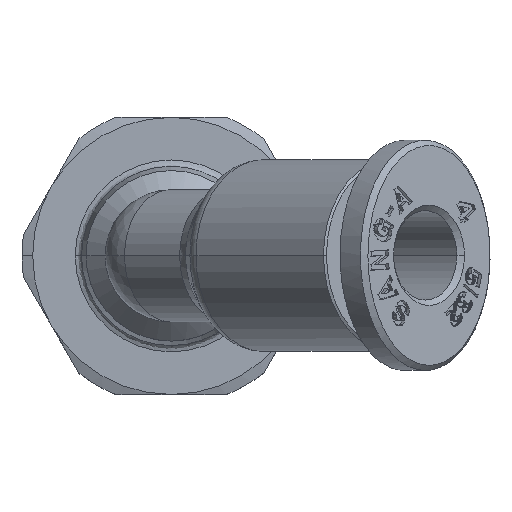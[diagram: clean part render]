
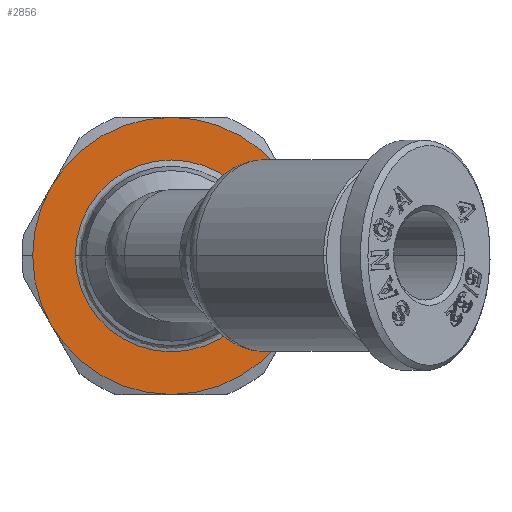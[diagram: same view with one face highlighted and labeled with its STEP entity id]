
A CAD part, top view. The second image highlights one B-rep face of the part: STEP entity #2856.
In plain terms, the highlighted planar face has unit normal (0, 0, 1).
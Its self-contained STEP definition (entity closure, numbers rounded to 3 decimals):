
#1590=CARTESIAN_POINT('',(3.831,0.,-0.879));
#1591=VERTEX_POINT('',#1590);
#1600=CARTESIAN_POINT('',(-5.171,0.,-0.879));
#1601=VERTEX_POINT('',#1600);
#1609=CARTESIAN_POINT('',(-0.67,0.,-0.879));
#1610=DIRECTION('',(0.0,0.0,1.0));
#1611=DIRECTION('',(-1.0,0.0,0.0));
#1612=AXIS2_PLACEMENT_3D('',#1609,#1610,#1611);
#1613=CIRCLE('',#1612,4.501);
#1614=EDGE_CURVE('',#1601,#1591,#1613,.T.);
#1879=CARTESIAN_POINT('',(5.83,0.,-0.879));
#1880=VERTEX_POINT('',#1879);
#1896=CARTESIAN_POINT('',(4.959,3.25,-0.879));
#1897=VERTEX_POINT('',#1896);
#1911=CARTESIAN_POINT('',(-0.67,0.,-0.879));
#1912=DIRECTION('',(0.0,0.0,1.0));
#1913=DIRECTION('',(1.0,0.0,0.0));
#1914=AXIS2_PLACEMENT_3D('',#1911,#1912,#1913);
#1915=CIRCLE('',#1914,6.5);
#1916=EDGE_CURVE('',#1880,#1897,#1915,.T.);
#1926=CARTESIAN_POINT('',(-7.17,0.,-0.879));
#1927=VERTEX_POINT('',#1926);
#1936=CARTESIAN_POINT('',(-6.299,3.25,-0.879));
#1937=VERTEX_POINT('',#1936);
#1938=CARTESIAN_POINT('',(-0.67,0.,-0.879));
#1939=DIRECTION('',(0.0,0.0,1.0));
#1940=DIRECTION('',(1.0,0.0,0.0));
#1941=AXIS2_PLACEMENT_3D('',#1938,#1939,#1940);
#1942=CIRCLE('',#1941,6.5);
#1943=EDGE_CURVE('',#1937,#1927,#1942,.T.);
#2274=CARTESIAN_POINT('',(-0.67,6.5,-0.879));
#2275=VERTEX_POINT('',#2274);
#2289=CARTESIAN_POINT('',(-0.67,0.,-0.879));
#2290=DIRECTION('',(0.0,0.0,1.0));
#2291=DIRECTION('',(1.0,0.0,0.0));
#2292=AXIS2_PLACEMENT_3D('',#2289,#2290,#2291);
#2293=CIRCLE('',#2292,6.5);
#2294=EDGE_CURVE('',#1897,#2275,#2293,.T.);
#2361=CARTESIAN_POINT('',(-0.67,0.,-0.879));
#2362=DIRECTION('',(0.0,0.0,1.0));
#2363=DIRECTION('',(1.0,0.0,0.0));
#2364=AXIS2_PLACEMENT_3D('',#2361,#2362,#2363);
#2365=CIRCLE('',#2364,6.5);
#2366=EDGE_CURVE('',#2275,#1937,#2365,.T.);
#2379=CARTESIAN_POINT('',(-6.299,-3.25,-0.879));
#2380=VERTEX_POINT('',#2379);
#2394=CARTESIAN_POINT('',(-0.67,0.,-0.879));
#2395=DIRECTION('',(0.0,0.0,1.0));
#2396=DIRECTION('',(1.0,0.0,0.0));
#2397=AXIS2_PLACEMENT_3D('',#2394,#2395,#2396);
#2398=CIRCLE('',#2397,6.5);
#2399=EDGE_CURVE('',#1927,#2380,#2398,.T.);
#2428=CARTESIAN_POINT('',(-0.67,-6.5,-0.879));
#2429=VERTEX_POINT('',#2428);
#2443=CARTESIAN_POINT('',(-0.67,0.,-0.879));
#2444=DIRECTION('',(0.0,0.0,1.0));
#2445=DIRECTION('',(1.0,0.0,0.0));
#2446=AXIS2_PLACEMENT_3D('',#2443,#2444,#2445);
#2447=CIRCLE('',#2446,6.5);
#2448=EDGE_CURVE('',#2380,#2429,#2447,.T.);
#2490=CARTESIAN_POINT('',(4.959,-3.25,-0.879));
#2491=VERTEX_POINT('',#2490);
#2505=CARTESIAN_POINT('',(-0.67,0.,-0.879));
#2506=DIRECTION('',(0.0,0.0,1.0));
#2507=DIRECTION('',(1.0,0.0,0.0));
#2508=AXIS2_PLACEMENT_3D('',#2505,#2506,#2507);
#2509=CIRCLE('',#2508,6.5);
#2510=EDGE_CURVE('',#2429,#2491,#2509,.T.);
#2582=CARTESIAN_POINT('',(-0.67,0.,-0.879));
#2583=DIRECTION('',(0.0,0.0,1.0));
#2584=DIRECTION('',(1.0,0.0,0.0));
#2585=AXIS2_PLACEMENT_3D('',#2582,#2583,#2584);
#2586=CIRCLE('',#2585,6.5);
#2587=EDGE_CURVE('',#2491,#1880,#2586,.T.);
#2801=CARTESIAN_POINT('',(-0.67,0.,-0.879));
#2802=DIRECTION('',(0.0,0.0,1.0));
#2803=DIRECTION('',(-1.0,0.0,0.0));
#2804=AXIS2_PLACEMENT_3D('',#2801,#2802,#2803);
#2805=CIRCLE('',#2804,4.501);
#2806=EDGE_CURVE('',#1591,#1601,#2805,.T.);
#2837=CARTESIAN_POINT('',(-0.67,0.,-0.879));
#2838=DIRECTION('',(0.0,0.0,-1.0));
#2839=DIRECTION('',(-1.0,0.0,0.0));
#2840=AXIS2_PLACEMENT_3D('',#2837,#2838,#2839);
#2841=PLANE('',#2840);
#2842=ORIENTED_EDGE('',*,*,#1943,.T.);
#2843=ORIENTED_EDGE('',*,*,#2399,.T.);
#2844=ORIENTED_EDGE('',*,*,#2448,.T.);
#2845=ORIENTED_EDGE('',*,*,#2510,.T.);
#2846=ORIENTED_EDGE('',*,*,#2587,.T.);
#2847=ORIENTED_EDGE('',*,*,#1916,.T.);
#2848=ORIENTED_EDGE('',*,*,#2294,.T.);
#2849=ORIENTED_EDGE('',*,*,#2366,.T.);
#2850=EDGE_LOOP('',(#2842,#2843,#2844,#2845,#2846,#2847,#2848,#2849));
#2851=FACE_OUTER_BOUND('',#2850,.T.);
#2852=ORIENTED_EDGE('',*,*,#2806,.F.);
#2853=ORIENTED_EDGE('',*,*,#1614,.F.);
#2854=EDGE_LOOP('',(#2852,#2853));
#2855=FACE_BOUND('',#2854,.T.);
#2856=ADVANCED_FACE('',(#2851,#2855),#2841,.F.);
